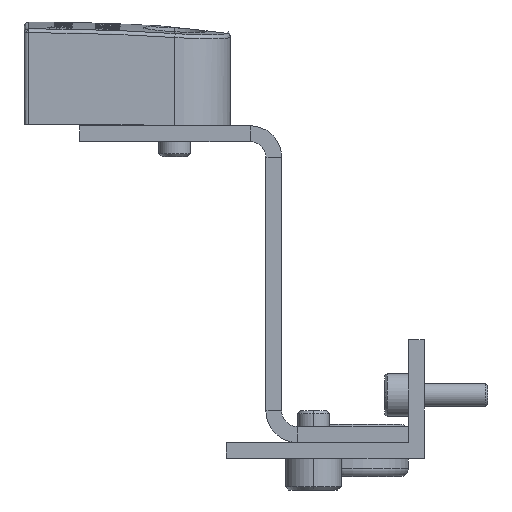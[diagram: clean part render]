
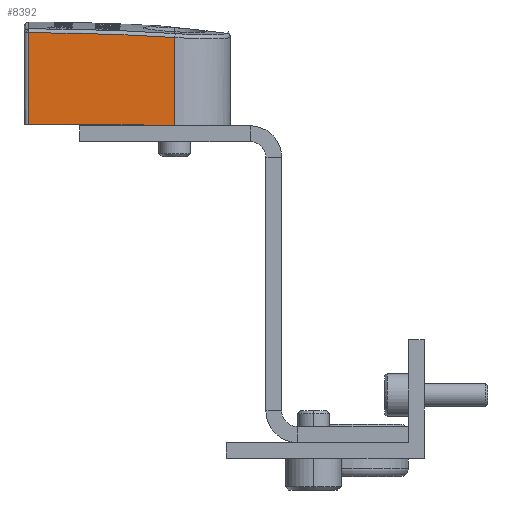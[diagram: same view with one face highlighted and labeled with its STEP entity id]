
A CAD part, left-side view. The second image highlights one B-rep face of the part: STEP entity #8392.
In plain terms, the highlighted planar face has unit normal (-1, 0, 0).
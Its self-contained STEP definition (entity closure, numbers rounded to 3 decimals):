
#320 = VECTOR ( 'NONE', #19310, 1000. ) ;
#787 = EDGE_LOOP ( 'NONE', ( #19624, #10978, #19259, #3022, #7866, #11499 ) ) ;
#809 = VERTEX_POINT ( 'NONE', #1333 ) ;
#1193 = LINE ( 'NONE', #10180, #14449 ) ;
#1333 = CARTESIAN_POINT ( 'NONE',  ( -18., 0., 0. ) ) ;
#1376 = DIRECTION ( 'NONE',  ( -1., 0., 0. ) ) ;
#1450 = DIRECTION ( 'NONE',  ( 0., 1., 0. ) ) ;
#1710 = CARTESIAN_POINT ( 'NONE',  ( -18., 19., 0.1 ) ) ;
#2169 = VERTEX_POINT ( 'NONE', #2370 ) ;
#2370 = CARTESIAN_POINT ( 'NONE',  ( -18., 18.5, 0.1 ) ) ;
#2776 = EDGE_CURVE ( 'NONE', #16047, #2169, #12423, .T. ) ;
#3017 = VECTOR ( 'NONE', #19220, 1000. ) ;
#3022 = ORIENTED_EDGE ( 'NONE', *, *, #8859, .F. ) ;
#4221 = LINE ( 'NONE', #19195, #17173 ) ;
#4720 = DIRECTION ( 'NONE',  ( 0., 0., -1. ) ) ;
#5303 = VERTEX_POINT ( 'NONE', #12987 ) ;
#5999 = FACE_OUTER_BOUND ( 'NONE', #787, .T. ) ;
#6689 = VERTEX_POINT ( 'NONE', #20358 ) ;
#7263 = VERTEX_POINT ( 'NONE', #21829 ) ;
#7442 = CARTESIAN_POINT ( 'NONE',  ( -18., 19., 0. ) ) ;
#7593 = CIRCLE ( 'NONE', #13902, 298.645 ) ;
#7866 = ORIENTED_EDGE ( 'NONE', *, *, #2776, .T. ) ;
#8392 = ADVANCED_FACE ( 'NONE', ( #5999 ), #14569, .T. ) ;
#8859 = EDGE_CURVE ( 'NONE', #16047, #6689, #7593, .T. ) ;
#9245 = AXIS2_PLACEMENT_3D ( 'NONE', #13382, #1376, #1450 ) ;
#9485 = EDGE_CURVE ( 'NONE', #6689, #809, #1193, .T. ) ;
#10103 = CARTESIAN_POINT ( 'NONE',  ( -18., 19., -286.9 ) ) ;
#10180 = CARTESIAN_POINT ( 'NONE',  ( -18., 0., 13.1 ) ) ;
#10724 = DIRECTION ( 'NONE',  ( 0., 0., -1. ) ) ;
#10978 = ORIENTED_EDGE ( 'NONE', *, *, #12250, .T. ) ;
#11499 = ORIENTED_EDGE ( 'NONE', *, *, #11999, .T. ) ;
#11999 = EDGE_CURVE ( 'NONE', #2169, #7263, #20811, .T. ) ;
#12250 = EDGE_CURVE ( 'NONE', #5303, #809, #19462, .T. ) ;
#12423 = LINE ( 'NONE', #20033, #12678 ) ;
#12678 = VECTOR ( 'NONE', #4720, 1000. ) ;
#12987 = CARTESIAN_POINT ( 'NONE',  ( -18., 4., 0. ) ) ;
#13382 = CARTESIAN_POINT ( 'NONE',  ( -18., 19., 13.1 ) ) ;
#13902 = AXIS2_PLACEMENT_3D ( 'NONE', #10103, #18535, #21940 ) ;
#14449 = VECTOR ( 'NONE', #18688, 1000. ) ;
#14569 = PLANE ( 'NONE',  #9245 ) ;
#16047 = VERTEX_POINT ( 'NONE', #20169 ) ;
#17173 = VECTOR ( 'NONE', #10724, 1000. ) ;
#18535 = DIRECTION ( 'NONE',  ( 1., 0., 0. ) ) ;
#18688 = DIRECTION ( 'NONE',  ( 0., 0., -1. ) ) ;
#19195 = CARTESIAN_POINT ( 'NONE',  ( -18., 4., 0. ) ) ;
#19220 = DIRECTION ( 'NONE',  ( 0., -1., 0. ) ) ;
#19259 = ORIENTED_EDGE ( 'NONE', *, *, #9485, .F. ) ;
#19310 = DIRECTION ( 'NONE',  ( 0., -1., 0. ) ) ;
#19462 = LINE ( 'NONE', #7442, #320 ) ;
#19624 = ORIENTED_EDGE ( 'NONE', *, *, #20300, .T. ) ;
#20033 = CARTESIAN_POINT ( 'NONE',  ( -18., 18.5, 13.1 ) ) ;
#20169 = CARTESIAN_POINT ( 'NONE',  ( -18., 18.5, 11.744 ) ) ;
#20300 = EDGE_CURVE ( 'NONE', #7263, #5303, #4221, .T. ) ;
#20358 = CARTESIAN_POINT ( 'NONE',  ( -18., 0., 11.14 ) ) ;
#20811 = LINE ( 'NONE', #1710, #3017 ) ;
#21829 = CARTESIAN_POINT ( 'NONE',  ( -18., 4., 0.1 ) ) ;
#21940 = DIRECTION ( 'NONE',  ( 0., 0., 1. ) ) ;
